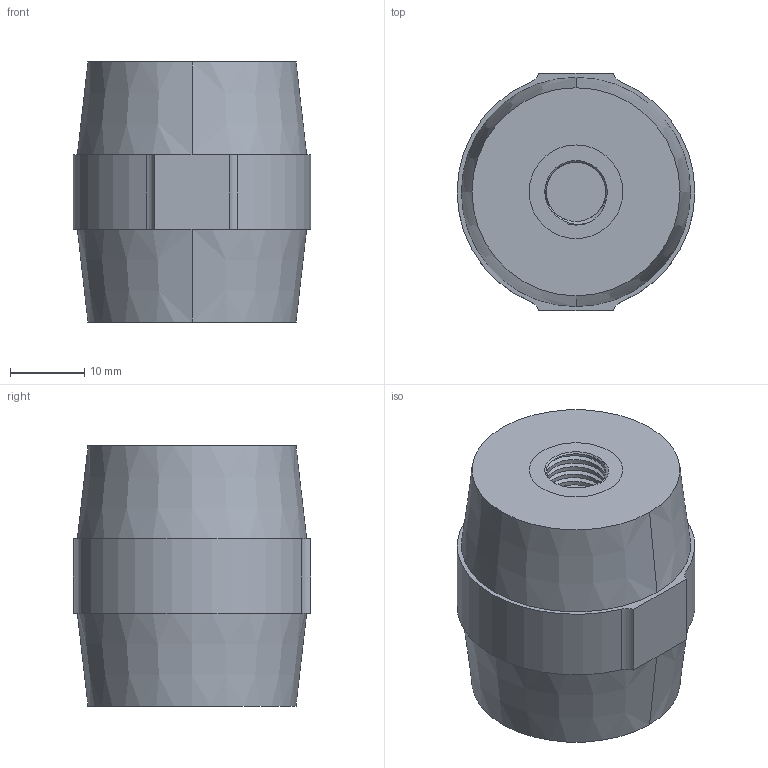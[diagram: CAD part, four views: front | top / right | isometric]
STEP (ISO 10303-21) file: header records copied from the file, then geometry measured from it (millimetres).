
FILE_DESCRIPTION (( 'STEP AP203' ), '1' );
FILE_NAME ('Èçîëÿòîðû øèííûå SM - 35 áî÷åíîê áåç áîëòà EKF PROxima.STEP', '2016-11-02T19:48:16', ( '' ), ( '' ), 'SwSTEP 2.0', 'SolidWorks 2014', '' );
FILE_SCHEMA (( 'CONFIG_CONTROL_DESIGN' ));
Length unit declared in the file: millimetre
Products named in the file (3): Èçîëÿòîðû øèííûå SM-35 áî÷åíîê EKF PROxima; Ì8õ12; Èçîëÿòîðû øèííûå SM - 35 áî÷åíîê áåç áîëòà EKF PROxima
Assembly tree (3 placements, depth 2):
  Èçîëÿòîðû øèííûå SM - 35 áî÷åíîê áåç áîëòà EKF PROxima
    Èçîëÿòîðû øèííûå SM-35 áî÷åíîê EKF PROxima
    Ì8õ12  x2
Bounding box: 32 x 32 x 35 mm (x, y, z)
Volume: 23755.3 mm3; surface area: 7536.9 mm2
Topology: 3 solids, 3 shells, 345 faces, 973 edges, 642 vertices
Faces by surface type: plane 200, cone 78, cylinder 63, bspline 4
Entity records: 8149 total; most frequent: CARTESIAN_POINT 3049, ORIENTED_EDGE 1052, DIRECTION 958, EDGE_CURVE 526, VERTEX_POINT 346, AXIS2_PLACEMENT_3D 332, VECTOR 294, LINE 294
